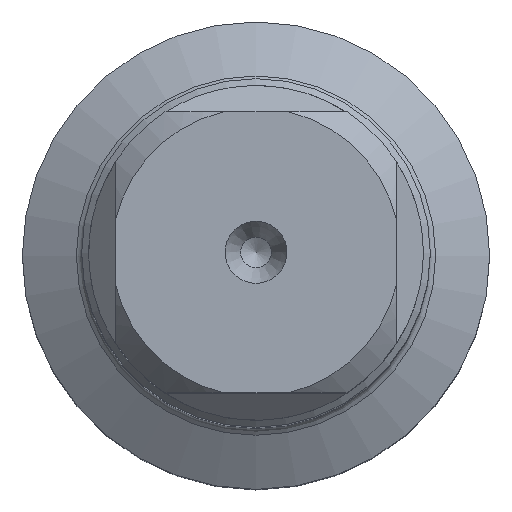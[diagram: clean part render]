
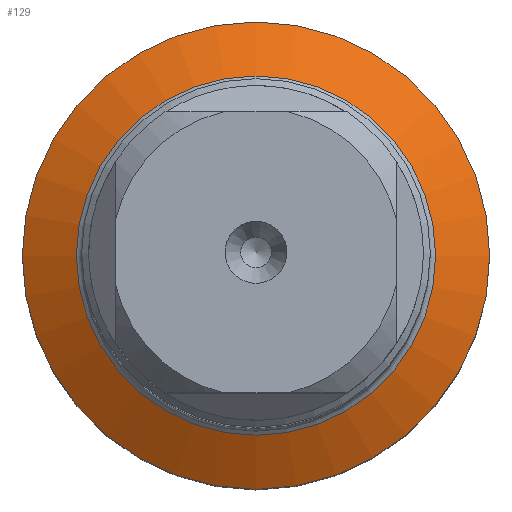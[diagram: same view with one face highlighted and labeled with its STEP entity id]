
A CAD part, top view. The second image highlights one B-rep face of the part: STEP entity #129.
In plain terms, the highlighted conical face has half-angle 60 degrees and reference radius 17.85 mm.
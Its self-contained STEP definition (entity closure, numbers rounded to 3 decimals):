
#54=CONICAL_SURFACE('',#561,17.85,60.);
#129=ADVANCED_FACE('',(#170,#171),#54,.T.);
#170=FACE_BOUND('',#212,.T.);
#171=FACE_BOUND('',#213,.T.);
#212=EDGE_LOOP('',(#296));
#213=EDGE_LOOP('',(#297));
#296=ORIENTED_EDGE('',*,*,#439,.T.);
#297=ORIENTED_EDGE('',*,*,#400,.F.);
#356=VERTEX_POINT('',#781);
#387=VERTEX_POINT('',#884);
#400=EDGE_CURVE('',#356,#356,#454,.T.);
#439=EDGE_CURVE('',#387,#387,#469,.T.);
#454=CIRCLE('',#532,24.134);
#469=CIRCLE('',#560,18.55);
#532=AXIS2_PLACEMENT_3D('',#780,#603,#604);
#560=AXIS2_PLACEMENT_3D('',#883,#671,#672);
#561=AXIS2_PLACEMENT_3D('',#885,#673,#674);
#603=DIRECTION('',(0.,0.,-1.));
#604=DIRECTION('',(-1.,0.,0.));
#671=DIRECTION('',(0.,0.,-1.));
#672=DIRECTION('',(-1.,0.,0.));
#673=DIRECTION('',(0.,0.,-1.));
#674=DIRECTION('',(-1.,0.,0.));
#780=CARTESIAN_POINT('',(0.,0.,-199.711));
#781=CARTESIAN_POINT('',(-24.134,0.,-199.711));
#883=CARTESIAN_POINT('',(0.,0.,-196.488));
#884=CARTESIAN_POINT('',(-18.55,0.,-196.488));
#885=CARTESIAN_POINT('',(0.,0.,-196.083));
